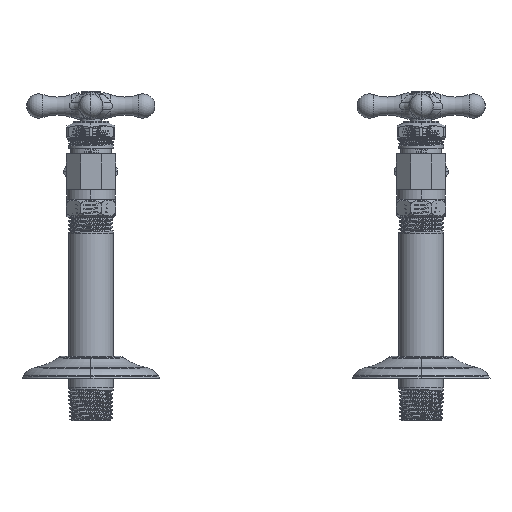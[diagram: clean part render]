
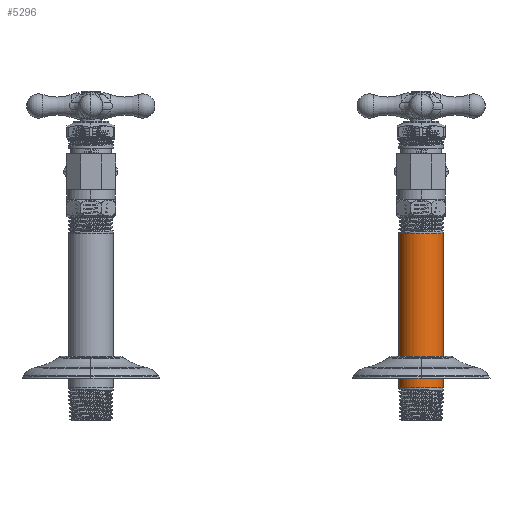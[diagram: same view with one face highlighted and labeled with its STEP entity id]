
A CAD part, front view. The second image highlights one B-rep face of the part: STEP entity #5296.
In plain terms, the highlighted cylindrical face has radius 10.3 mm (diameter 20.599 mm), a partial arc.
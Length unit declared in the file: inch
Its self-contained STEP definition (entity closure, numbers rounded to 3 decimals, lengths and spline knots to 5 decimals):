
#458=CARTESIAN_POINT('',(0.,0.,-1.125));
#459=DIRECTION('',(0.,0.,-1.));
#460=DIRECTION('',(1.,0.,0.));
#461=AXIS2_PLACEMENT_3D('',#458,#459,#460);
#506=CARTESIAN_POINT('',(0.,0.,-3.925));
#507=DIRECTION('',(0.,0.,1.));
#508=DIRECTION('',(-1.,0.,0.));
#509=AXIS2_PLACEMENT_3D('',#506,#507,#508);
#534=CARTESIAN_POINT('',(0.,0.,-3.925));
#535=DIRECTION('',(0.,0.,1.));
#536=DIRECTION('',(0.,-1.,0.));
#537=AXIS2_PLACEMENT_3D('',#534,#535,#536);
#1513=DIRECTION('',(0.,0.,1.));
#1514=VECTOR('',#1513,2.8);
#1515=CARTESIAN_POINT('',(-0.4055,0.,-3.925));
#1516=LINE('',#1515,#1514);
#1517=DIRECTION('',(0.,0.,-1.));
#1518=VECTOR('',#1517,2.8);
#1519=CARTESIAN_POINT('',(0.4055,0.,-1.125));
#1520=LINE('',#1519,#1518);
#1536=CARTESIAN_POINT('',(0.,0.,-1.125));
#1537=DIRECTION('',(0.,0.,-1.));
#1538=DIRECTION('',(0.,-1.,0.));
#1539=AXIS2_PLACEMENT_3D('',#1536,#1537,#1538);
#2564=CARTESIAN_POINT('',(0.,-0.4055,-1.125));
#2565=VERTEX_POINT('',#2564);
#2566=CARTESIAN_POINT('',(-0.4055,0.,-1.125));
#2567=VERTEX_POINT('',#2566);
#2600=CARTESIAN_POINT('',(0.4055,0.,-1.125));
#2601=VERTEX_POINT('',#2600);
#2610=CARTESIAN_POINT('',(-0.4055,0.,-3.925));
#2612=VERTEX_POINT('',#2610);
#2613=CARTESIAN_POINT('',(0.4055,0.,-3.925));
#2614=VERTEX_POINT('',#2613);
#2616=CARTESIAN_POINT('',(0.,-0.4055,-3.925));
#2617=VERTEX_POINT('',#2616);
#5282=CARTESIAN_POINT('',(0.,0.,-3.981));
#5283=DIRECTION('',(0.,0.,1.));
#5284=DIRECTION('',(1.,0.,0.));
#5285=AXIS2_PLACEMENT_3D('',#5282,#5283,#5284);
#5286=CYLINDRICAL_SURFACE('',#5285,0.4055);
#5287=ORIENTED_EDGE('',*,*,#3696,.F.);
#5288=ORIENTED_EDGE('',*,*,#3683,.T.);
#5290=ORIENTED_EDGE('',*,*,#5289,.F.);
#5291=ORIENTED_EDGE('',*,*,#3658,.F.);
#5292=ORIENTED_EDGE('',*,*,#3678,.T.);
#5293=ORIENTED_EDGE('',*,*,#3885,.F.);
#5294=EDGE_LOOP('',(#5287,#5288,#5290,#5291,#5292,#5293));
#5295=FACE_OUTER_BOUND('',#5294,.F.);
#5296=ADVANCED_FACE('',(#5295),#5286,.T.);
#462=CIRCLE('',#461,0.4055);
#510=CIRCLE('',#509,0.4055);
#538=CIRCLE('',#537,0.4055);
#1540=CIRCLE('',#1539,0.4055);
#3658=EDGE_CURVE('',#2601,#2565,#462,.T.);
#3678=EDGE_CURVE('',#2601,#2614,#1520,.T.);
#3683=EDGE_CURVE('',#2612,#2567,#1516,.T.);
#3696=EDGE_CURVE('',#2612,#2617,#510,.T.);
#3885=EDGE_CURVE('',#2617,#2614,#538,.T.);
#5289=EDGE_CURVE('',#2565,#2567,#1540,.T.);
